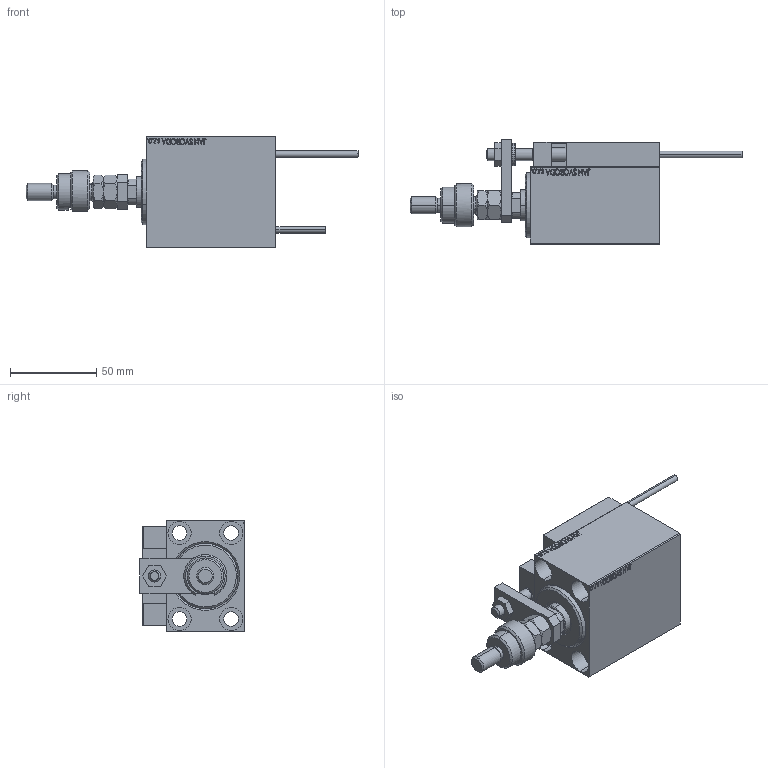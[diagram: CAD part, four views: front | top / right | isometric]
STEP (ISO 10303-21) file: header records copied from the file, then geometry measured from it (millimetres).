
FILE_DESCRIPTION (( 'STEP AP203' ), '1' );
FILE_NAME ('8b9c.STEP', '2022-04-17T00:29:38', ( '' ), ( '' ), 'SwSTEP 2.0', 'SolidWorks 2019', '' );
FILE_SCHEMA (( 'CONFIG_CONTROL_DESIGN' ));
Length unit declared in the file: millimetre
Products named in the file (18): V450CM_C_Body 5205db22b4ae24bd3d44ee99f4bf048c; V450CM_C_VCP 5205db22b4ae24bd3d44ee99f4bf048c; Block 5205db22b4ae24bd3d44ee99f4bf048c; MFA 5205db22b4ae24bd3d44ee99f4bf048c; ZARAZKA 5205db22b4ae24bd3d44ee99f4bf048c; 8b9c; V450CM_VC_B 5205db22b4ae24bd3d44ee99f4bf048c; SWITCH_X_FRONT_BACK 5205db22b4ae24bd3d44ee99f4bf048c; TYC_L79 5205db22b4ae24bd3d44ee99f4bf048c; KONCOVKA 5205db22b4ae24bd3d44ee99f4bf048c; FEMALE_PART_FOR_DFA 5205db22b4ae24bd3d44ee99f4bf048c; SWITCH X 5205db22b4ae24bd3d44ee99f4bf048c; SWITCH DIM B,W 5205db22b4ae24bd3d44ee99f4bf048c; X_Y_DFA 5205db22b4ae24bd3d44ee99f4bf048c; MAGNET 5205db22b4ae24bd3d44ee99f4bf048c; NUT_D12 5205db22b4ae24bd3d44ee99f4bf048c; ALLEN BOLT D8 5205db22b4ae24bd3d44ee99f4bf048c; ALLEN BOLT D5 5205db22b4ae24bd3d44ee99f4bf048c
Assembly tree (27 placements, depth 3):
  8b9c
    V450CM_C_Body 5205db22b4ae24bd3d44ee99f4bf048c
    SWITCH X 5205db22b4ae24bd3d44ee99f4bf048c
      SWITCH_X_FRONT_BACK 5205db22b4ae24bd3d44ee99f4bf048c  x2
      TYC_L79 5205db22b4ae24bd3d44ee99f4bf048c
      Block 5205db22b4ae24bd3d44ee99f4bf048c  x2
      ALLEN BOLT D5 5205db22b4ae24bd3d44ee99f4bf048c  x4
      ALLEN BOLT D8 5205db22b4ae24bd3d44ee99f4bf048c  x4
      MAGNET 5205db22b4ae24bd3d44ee99f4bf048c  x2
      KONCOVKA 5205db22b4ae24bd3d44ee99f4bf048c  x2
    NUT_D12 5205db22b4ae24bd3d44ee99f4bf048c
    SWITCH DIM B,W 5205db22b4ae24bd3d44ee99f4bf048c
    ZARAZKA 5205db22b4ae24bd3d44ee99f4bf048c
    V450CM_C_VCP 5205db22b4ae24bd3d44ee99f4bf048c
    V450CM_VC_B 5205db22b4ae24bd3d44ee99f4bf048c
    X_Y_DFA 5205db22b4ae24bd3d44ee99f4bf048c
      FEMALE_PART_FOR_DFA 5205db22b4ae24bd3d44ee99f4bf048c
      MFA 5205db22b4ae24bd3d44ee99f4bf048c
Bounding box: 193 x 60.5 x 65 mm (x, y, z)
Volume: 248218.9 mm3; surface area: 75046.1 mm2
Topology: 25 solids, 25 shells, 1363 faces, 3246 edges, 2063 vertices
Faces by surface type: plane 588, bspline 380, cylinder 197, cone 146, torus 48, sphere 4
Entity records: 52912 total; most frequent: CARTESIAN_POINT 26603, ORIENTED_EDGE 5512, DIRECTION 3830, EDGE_CURVE 2756, VERTEX_POINT 1787, VECTOR 1538, LINE 1538, EDGE_LOOP 1275
